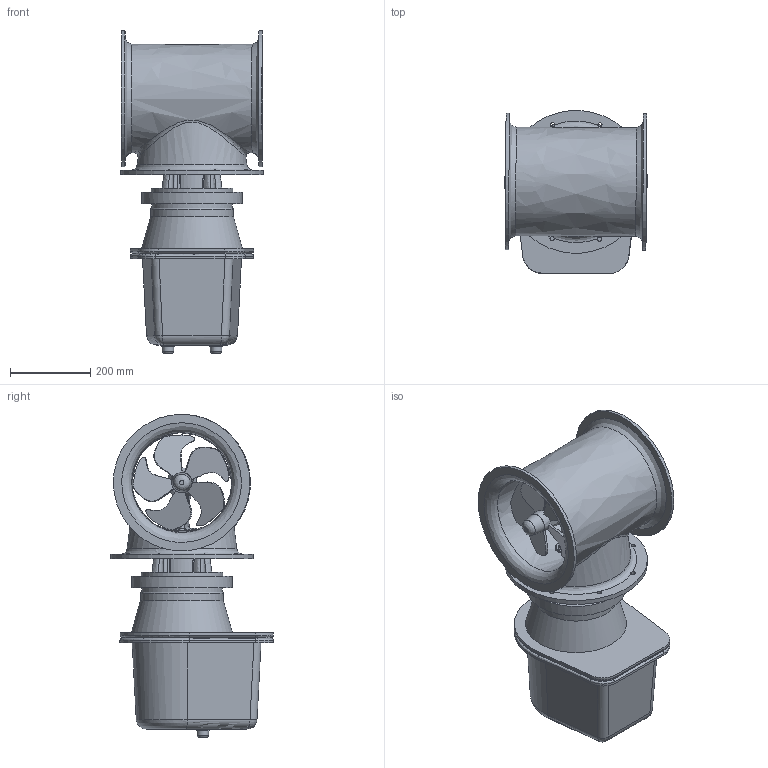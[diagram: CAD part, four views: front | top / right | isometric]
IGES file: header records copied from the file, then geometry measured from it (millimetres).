
Global section: file name: SE170_250mm STERN IP; native system: Autodesk Inventor 2016; preprocessor: unknown; author: Elvira H.; date: 20160318.134608; units: millimetre
Bounding box: 356 x 405.39 x 804.41 mm (x, y, z)
Volume: 29804269.4 mm3; surface area: 1821582.2 mm2
Topology: 4 solids, 4 shells, 305 faces, 806 edges, 530 vertices
Faces by surface type: bspline 305
